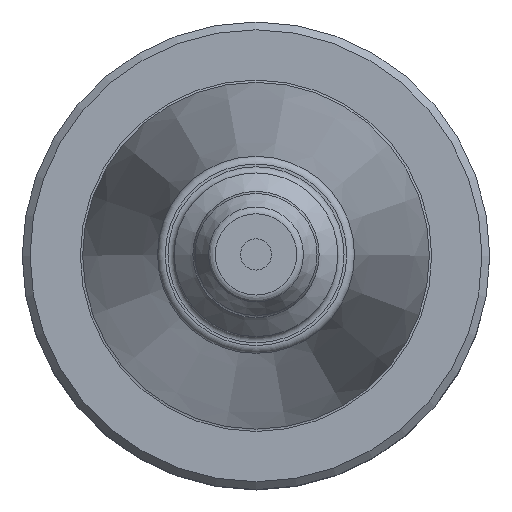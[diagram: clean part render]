
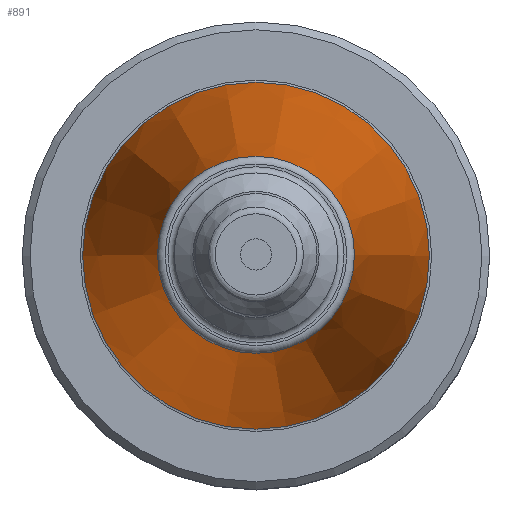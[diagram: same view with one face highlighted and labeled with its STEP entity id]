
A CAD part, top view. The second image highlights one B-rep face of the part: STEP entity #891.
In plain terms, the highlighted conical face has half-angle 8.297 degrees and reference radius 6.257 mm.
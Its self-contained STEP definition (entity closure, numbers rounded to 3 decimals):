
#24=CONICAL_SURFACE('',#968,6.257,0.145);
#118=ORIENTED_EDGE('',*,*,#228,.T.);
#119=ORIENTED_EDGE('',*,*,#229,.T.);
#228=EDGE_CURVE('',#282,#282,#329,.F.);
#229=EDGE_CURVE('',#283,#283,#330,.T.);
#282=VERTEX_POINT('',#1322);
#283=VERTEX_POINT('',#1324);
#329=CIRCLE('',#969,6.319);
#330=CIRCLE('',#970,11.128);
#375=EDGE_LOOP('',(#118));
#376=EDGE_LOOP('',(#119));
#463=FACE_BOUND('',#375,.T.);
#464=FACE_BOUND('',#376,.T.);
#891=ADVANCED_FACE('',(#463,#464),#24,.T.);
#968=AXIS2_PLACEMENT_3D('',#1320,#1107,#1108);
#969=AXIS2_PLACEMENT_3D('',#1321,#1109,#1110);
#970=AXIS2_PLACEMENT_3D('',#1323,#1111,#1112);
#1107=DIRECTION('',(0.,0.,-1.));
#1108=DIRECTION('',(-1.,0.,0.));
#1109=DIRECTION('',(0.,0.,1.));
#1110=DIRECTION('',(1.,0.,0.));
#1111=DIRECTION('',(0.,0.,1.));
#1112=DIRECTION('',(1.,0.,0.));
#1320=CARTESIAN_POINT('',(0.,0.,33.4));
#1321=CARTESIAN_POINT('',(0.,0.,32.972));
#1322=CARTESIAN_POINT('',(6.319,0.,32.972));
#1323=CARTESIAN_POINT('',(0.,0.,0.));
#1324=CARTESIAN_POINT('',(11.128,0.,0.));
